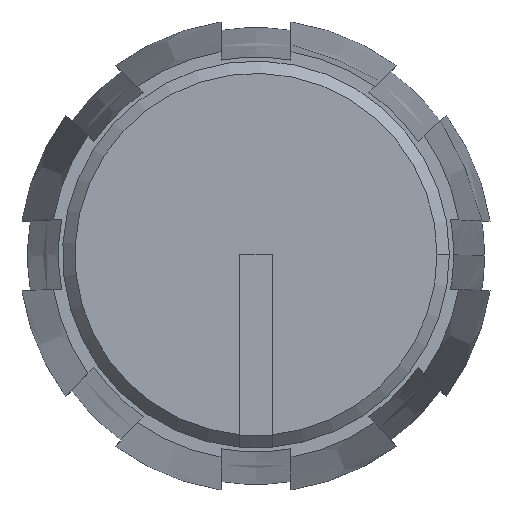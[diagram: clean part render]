
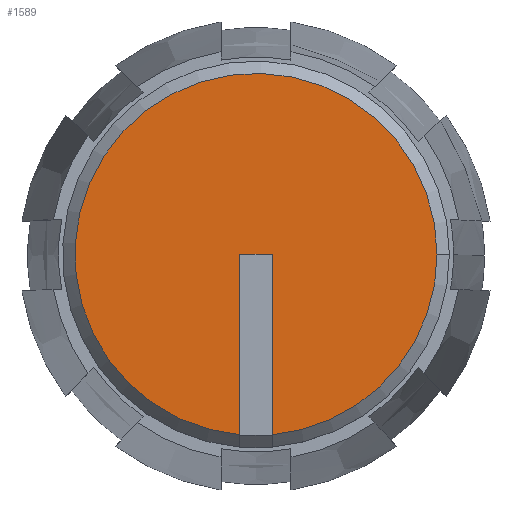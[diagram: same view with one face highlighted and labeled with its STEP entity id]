
A CAD part, top view. The second image highlights one B-rep face of the part: STEP entity #1589.
In plain terms, the highlighted planar face has unit normal (0, 0, 1).
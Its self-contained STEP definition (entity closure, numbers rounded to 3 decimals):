
#1453 = VERTEX_POINT('',#1454);
#1454 = CARTESIAN_POINT('',(0.4,-4.382,22.));
#1463 = VERTEX_POINT('',#1464);
#1464 = CARTESIAN_POINT('',(4.4,0.,22.));
#1470 = EDGE_CURVE('',#1453,#1463,#1471,.T.);
#1471 = CIRCLE('',#1472,4.4);
#1472 = AXIS2_PLACEMENT_3D('',#1473,#1474,#1475);
#1473 = CARTESIAN_POINT('',(0.,0.,22.));
#1474 = DIRECTION('',(-0.,0.,1.));
#1475 = DIRECTION('',(0.085,-0.996,0.));
#1517 = EDGE_CURVE('',#1518,#1453,#1520,.T.);
#1518 = VERTEX_POINT('',#1519);
#1519 = CARTESIAN_POINT('',(0.4,0.,22.));
#1520 = LINE('',#1521,#1522);
#1521 = CARTESIAN_POINT('',(0.4,0.,22.));
#1522 = VECTOR('',#1523,1.);
#1523 = DIRECTION('',(0.,-1.,0.));
#1542 = EDGE_CURVE('',#1543,#1545,#1547,.T.);
#1543 = VERTEX_POINT('',#1544);
#1544 = CARTESIAN_POINT('',(-0.4,0.,22.));
#1545 = VERTEX_POINT('',#1546);
#1546 = CARTESIAN_POINT('',(-0.4,-4.382,22.));
#1547 = LINE('',#1548,#1549);
#1548 = CARTESIAN_POINT('',(-0.4,0.,22.));
#1549 = VECTOR('',#1550,1.);
#1550 = DIRECTION('',(0.,-1.,0.));
#1578 = EDGE_CURVE('',#1463,#1545,#1579,.T.);
#1579 = CIRCLE('',#1580,4.4);
#1580 = AXIS2_PLACEMENT_3D('',#1581,#1582,#1583);
#1581 = CARTESIAN_POINT('',(0.,0.,22.));
#1582 = DIRECTION('',(0.,0.,1.));
#1583 = DIRECTION('',(1.,0.,0.));
#1589 = ADVANCED_FACE('',(#1590),#1602,.T.);
#1590 = FACE_BOUND('',#1591,.T.);
#1591 = EDGE_LOOP('',(#1592,#1593,#1594,#1595,#1596));
#1592 = ORIENTED_EDGE('',*,*,#1517,.T.);
#1593 = ORIENTED_EDGE('',*,*,#1470,.T.);
#1594 = ORIENTED_EDGE('',*,*,#1578,.T.);
#1595 = ORIENTED_EDGE('',*,*,#1542,.F.);
#1596 = ORIENTED_EDGE('',*,*,#1597,.F.);
#1597 = EDGE_CURVE('',#1518,#1543,#1598,.T.);
#1598 = LINE('',#1599,#1600);
#1599 = CARTESIAN_POINT('',(0.4,0.,22.));
#1600 = VECTOR('',#1601,1.);
#1601 = DIRECTION('',(-1.,0.,0.));
#1602 = PLANE('',#1603);
#1603 = AXIS2_PLACEMENT_3D('',#1604,#1605,#1606);
#1604 = CARTESIAN_POINT('',(0.,0.,22.));
#1605 = DIRECTION('',(0.,0.,1.));
#1606 = DIRECTION('',(1.,0.,0.));
